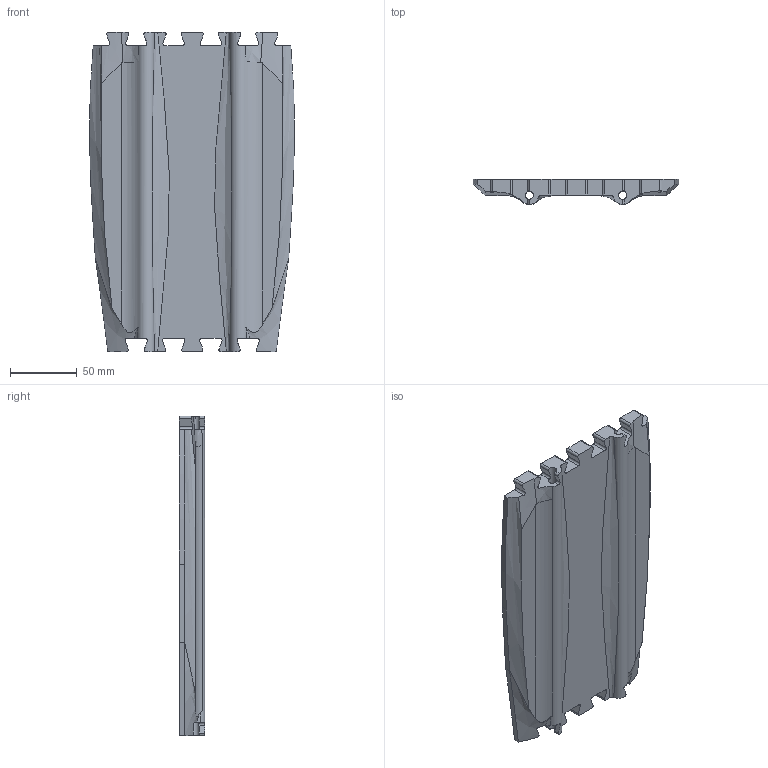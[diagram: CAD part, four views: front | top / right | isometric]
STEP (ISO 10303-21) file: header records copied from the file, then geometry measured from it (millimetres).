
FILE_DESCRIPTION(/* description */ (''),/* implementation_level */ '2;1');
FILE_NAME(/* name */ 'bridge.stp',/* time_stamp */ '2024-07-18T17:45:21-07:00',/* author */ ('devan'),/* organization */ (''),/* preprocessor_version */ 'ST-DEVELOPER v20',/* originating_system */ 'Autodesk Inventor 2024',/* authorisation */ '');
FILE_SCHEMA (('AUTOMOTIVE_DESIGN { 1 0 10303 214 3 1 1 }'));
Length unit declared in the file: millimetre
Products named in the file (1): Part1
Bounding box: 154.07 x 19 x 240 mm (x, y, z)
Volume: 417886 mm3; surface area: 87460.6 mm2
Topology: 1 solids, 1 shells, 114 faces, 348 edges, 232 vertices
Faces by surface type: cylinder 56, plane 46, bspline 12
Full cylindrical faces by diameter (mm): 6.25 x2
Entity records: 5454 total; most frequent: CARTESIAN_POINT 2392, ORIENTED_EDGE 696, DIRECTION 568, EDGE_CURVE 348, VERTEX_POINT 232, AXIS2_PLACEMENT_3D 201, LINE 166, VECTOR 166
